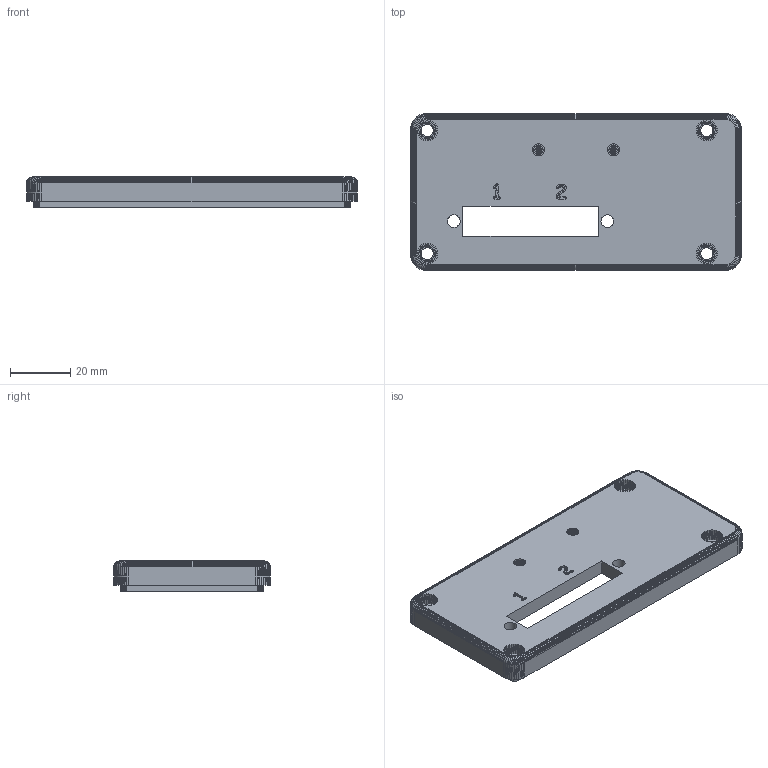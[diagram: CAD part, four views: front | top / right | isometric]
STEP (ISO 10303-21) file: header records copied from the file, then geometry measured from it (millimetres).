
FILE_DESCRIPTION(/* description */ (''),/* implementation_level */ '2;1');
FILE_NAME(/* name */ 'display_rear_cover_noSD.step',/* time_stamp */ '2024-04-05T07:24:00+02:00',/* author */ (''),/* organization */ (''),/* preprocessor_version */ 'ST-DEVELOPER v20',/* originating_system */ 'Autodesk Translation Framework v12.20.1.177',/* authorisation */ '');
FILE_SCHEMA (('AUTOMOTIVE_DESIGN { 1 0 10303 214 3 1 1 }'));
Products named in the file (1): Rear_Cover
Bounding box: 110 x 52 x 10 mm (x, y, z)
Volume: 29243.1 mm3; surface area: 16030.9 mm2
Topology: 1 solids, 1 shells, 3017 faces, 5066 edges, 2052 vertices
Faces by surface type: plane 3015, cylinder 2
Full cylindrical faces by diameter (mm): 4.2 x2
Entity records: 63777 total; most frequent: DIRECTION 11106, CARTESIAN_POINT 10136, ORIENTED_EDGE 10132, EDGE_CURVE 5066, LINE 5062, VECTOR 5062, EDGE_LOOP 3032, AXIS2_PLACEMENT_3D 3022
